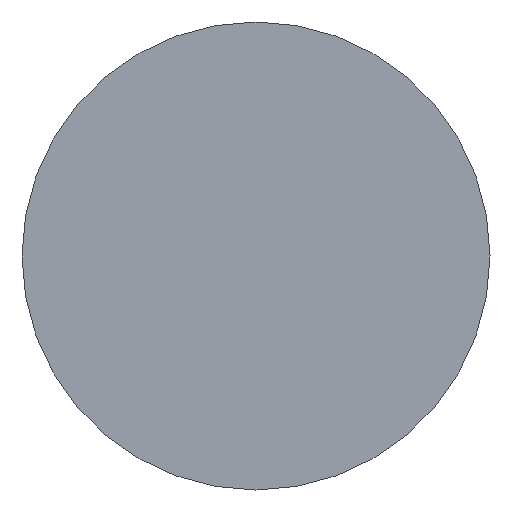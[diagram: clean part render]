
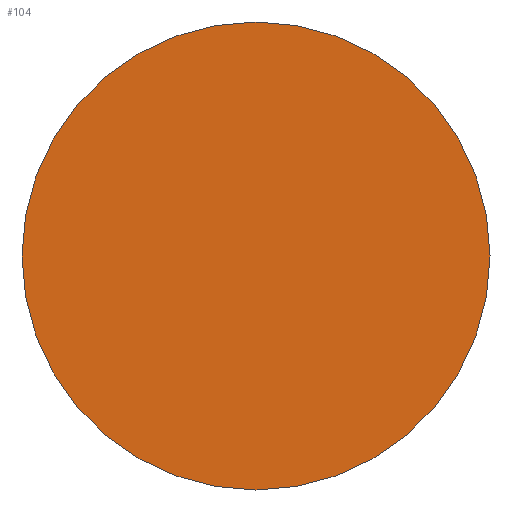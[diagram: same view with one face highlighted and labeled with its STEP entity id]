
A CAD part, front view. The second image highlights one B-rep face of the part: STEP entity #104.
In plain terms, the highlighted planar face has unit normal (0, -1, 0).
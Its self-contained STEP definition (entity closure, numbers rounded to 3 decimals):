
#84 = VERTEX_POINT('',#85);
#85 = CARTESIAN_POINT('',(-8.45,16.8,1.6));
#93 = EDGE_CURVE('',#84,#84,#94,.T.);
#94 = CIRCLE('',#95,2.75);
#95 = AXIS2_PLACEMENT_3D('',#96,#97,#98);
#96 = CARTESIAN_POINT('',(-11.2,16.8,1.6));
#97 = DIRECTION('',(0.,-1.,0.));
#98 = DIRECTION('',(1.,0.,0.));
#104 = ADVANCED_FACE('',(#105),#108,.F.);
#105 = FACE_BOUND('',#106,.T.);
#106 = EDGE_LOOP('',(#107));
#107 = ORIENTED_EDGE('',*,*,#93,.T.);
#108 = PLANE('',#109);
#109 = AXIS2_PLACEMENT_3D('',#110,#111,#112);
#110 = CARTESIAN_POINT('',(-11.2,16.8,1.6));
#111 = DIRECTION('',(0.,1.,0.));
#112 = DIRECTION('',(0.,0.,1.));
